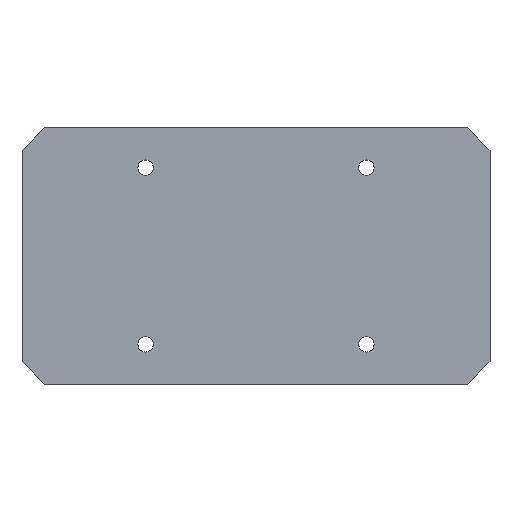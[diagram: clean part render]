
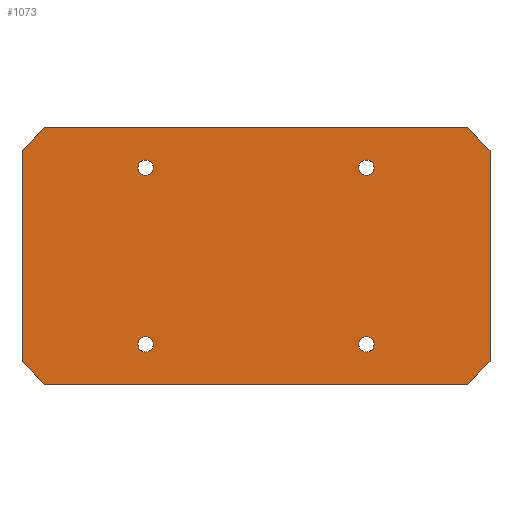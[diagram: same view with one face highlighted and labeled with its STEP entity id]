
A CAD part, top view. The second image highlights one B-rep face of the part: STEP entity #1073.
In plain terms, the highlighted planar face has unit normal (0, 0, 1).
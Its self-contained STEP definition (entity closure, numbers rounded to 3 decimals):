
#28=FACE_BOUND('',#199,.T.);
#29=FACE_BOUND('',#200,.T.);
#30=FACE_BOUND('',#201,.T.);
#31=FACE_BOUND('',#202,.T.);
#73=PLANE('',#1161);
#129=FACE_OUTER_BOUND('',#198,.T.);
#198=EDGE_LOOP('',(#974,#975,#976,#977,#978,#979,#980,#981));
#199=EDGE_LOOP('',(#982));
#200=EDGE_LOOP('',(#983));
#201=EDGE_LOOP('',(#984));
#202=EDGE_LOOP('',(#985));
#328=LINE('',#1709,#461);
#329=LINE('',#1711,#462);
#330=LINE('',#1713,#463);
#331=LINE('',#1715,#464);
#332=LINE('',#1717,#465);
#333=LINE('',#1719,#466);
#334=LINE('',#1721,#467);
#335=LINE('',#1722,#468);
#461=VECTOR('',#1409,10.);
#462=VECTOR('',#1410,10.);
#463=VECTOR('',#1411,10.);
#464=VECTOR('',#1412,10.);
#465=VECTOR('',#1413,10.);
#466=VECTOR('',#1414,10.);
#467=VECTOR('',#1415,10.);
#468=VECTOR('',#1416,10.);
#484=CIRCLE('',#1147,1.75);
#485=CIRCLE('',#1149,1.75);
#486=CIRCLE('',#1151,1.75);
#487=CIRCLE('',#1153,1.75);
#560=VERTEX_POINT('',#1653);
#561=VERTEX_POINT('',#1657);
#562=VERTEX_POINT('',#1661);
#563=VERTEX_POINT('',#1665);
#577=VERTEX_POINT('',#1707);
#578=VERTEX_POINT('',#1708);
#579=VERTEX_POINT('',#1710);
#580=VERTEX_POINT('',#1712);
#581=VERTEX_POINT('',#1714);
#582=VERTEX_POINT('',#1716);
#583=VERTEX_POINT('',#1718);
#584=VERTEX_POINT('',#1720);
#688=EDGE_CURVE('',#560,#560,#484,.T.);
#690=EDGE_CURVE('',#561,#561,#485,.T.);
#692=EDGE_CURVE('',#562,#562,#486,.T.);
#694=EDGE_CURVE('',#563,#563,#487,.T.);
#714=EDGE_CURVE('',#577,#578,#328,.T.);
#715=EDGE_CURVE('',#578,#579,#329,.T.);
#716=EDGE_CURVE('',#579,#580,#330,.T.);
#717=EDGE_CURVE('',#580,#581,#331,.T.);
#718=EDGE_CURVE('',#581,#582,#332,.T.);
#719=EDGE_CURVE('',#582,#583,#333,.T.);
#720=EDGE_CURVE('',#583,#584,#334,.T.);
#721=EDGE_CURVE('',#584,#577,#335,.T.);
#974=ORIENTED_EDGE('',*,*,#714,.T.);
#975=ORIENTED_EDGE('',*,*,#715,.T.);
#976=ORIENTED_EDGE('',*,*,#716,.T.);
#977=ORIENTED_EDGE('',*,*,#717,.T.);
#978=ORIENTED_EDGE('',*,*,#718,.T.);
#979=ORIENTED_EDGE('',*,*,#719,.T.);
#980=ORIENTED_EDGE('',*,*,#720,.T.);
#981=ORIENTED_EDGE('',*,*,#721,.T.);
#982=ORIENTED_EDGE('',*,*,#688,.T.);
#983=ORIENTED_EDGE('',*,*,#690,.T.);
#984=ORIENTED_EDGE('',*,*,#692,.T.);
#985=ORIENTED_EDGE('',*,*,#694,.T.);
#1073=ADVANCED_FACE('',(#129,#28,#29,#30,#31),#73,.T.);
#1147=AXIS2_PLACEMENT_3D('',#1655,#1358,#1359);
#1149=AXIS2_PLACEMENT_3D('',#1659,#1363,#1364);
#1151=AXIS2_PLACEMENT_3D('',#1663,#1368,#1369);
#1153=AXIS2_PLACEMENT_3D('',#1667,#1373,#1374);
#1161=AXIS2_PLACEMENT_3D('',#1706,#1407,#1408);
#1358=DIRECTION('center_axis',(0.,0.,-1.));
#1359=DIRECTION('ref_axis',(-1.,0.,0.));
#1363=DIRECTION('center_axis',(0.,0.,-1.));
#1364=DIRECTION('ref_axis',(-1.,0.,0.));
#1368=DIRECTION('center_axis',(0.,0.,-1.));
#1369=DIRECTION('ref_axis',(-1.,0.,0.));
#1373=DIRECTION('center_axis',(0.,0.,-1.));
#1374=DIRECTION('ref_axis',(-1.,0.,0.));
#1407=DIRECTION('center_axis',(0.,0.,1.));
#1408=DIRECTION('ref_axis',(1.,0.,0.));
#1409=DIRECTION('',(0.,-1.,0.));
#1410=DIRECTION('',(0.707,-0.707,0.));
#1411=DIRECTION('',(1.,0.,0.));
#1412=DIRECTION('',(0.707,0.707,0.));
#1413=DIRECTION('',(0.,1.,0.));
#1414=DIRECTION('',(-0.707,0.707,0.));
#1415=DIRECTION('',(-1.,0.,0.));
#1416=DIRECTION('',(-0.707,-0.707,0.));
#1653=CARTESIAN_POINT('',(-23.25,-20.,10.));
#1655=CARTESIAN_POINT('Origin',(-25.,-20.,10.));
#1657=CARTESIAN_POINT('',(26.75,-20.,10.));
#1659=CARTESIAN_POINT('Origin',(25.,-20.,10.));
#1661=CARTESIAN_POINT('',(-23.25,20.,10.));
#1663=CARTESIAN_POINT('Origin',(-25.,20.,10.));
#1665=CARTESIAN_POINT('',(26.75,20.,10.));
#1667=CARTESIAN_POINT('Origin',(25.,20.,10.));
#1706=CARTESIAN_POINT('Origin',(0.,0.,
10.));
#1707=CARTESIAN_POINT('',(-53.,24.,10.));
#1708=CARTESIAN_POINT('',(-53.,-24.,10.));
#1709=CARTESIAN_POINT('',(-53.,24.,10.));
#1710=CARTESIAN_POINT('',(-48.,-29.,10.));
#1711=CARTESIAN_POINT('',(-53.,-24.,10.));
#1712=CARTESIAN_POINT('',(48.,-29.,10.));
#1713=CARTESIAN_POINT('',(-48.,-29.,10.));
#1714=CARTESIAN_POINT('',(53.,-24.,10.));
#1715=CARTESIAN_POINT('',(48.,-29.,10.));
#1716=CARTESIAN_POINT('',(53.,24.,10.));
#1717=CARTESIAN_POINT('',(53.,-24.,10.));
#1718=CARTESIAN_POINT('',(48.,29.,10.));
#1719=CARTESIAN_POINT('',(53.,24.,10.));
#1720=CARTESIAN_POINT('',(-48.,29.,10.));
#1721=CARTESIAN_POINT('',(48.,29.,10.));
#1722=CARTESIAN_POINT('',(-48.,29.,10.));
